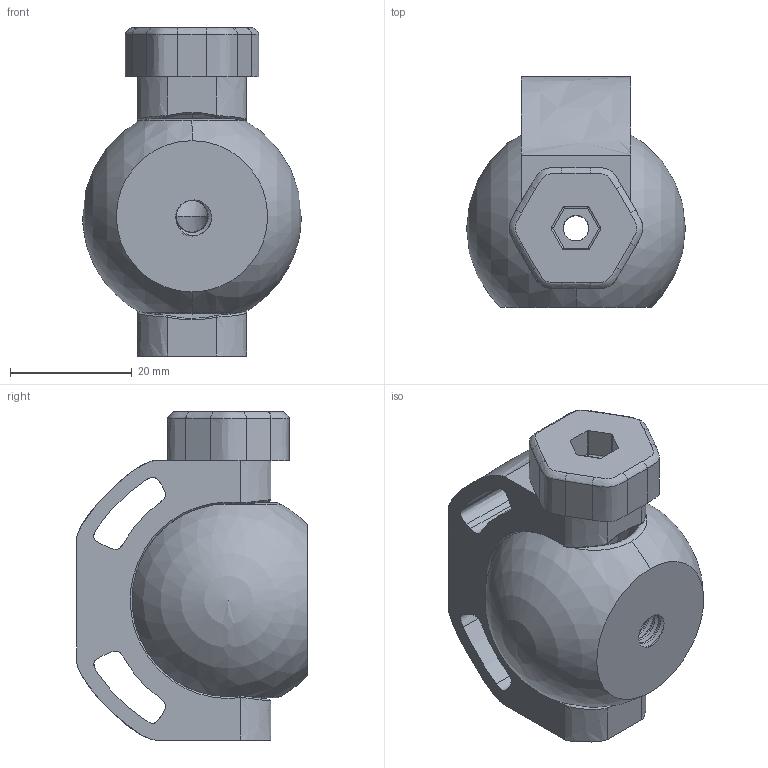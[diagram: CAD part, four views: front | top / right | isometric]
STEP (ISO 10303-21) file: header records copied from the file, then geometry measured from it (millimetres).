
FILE_DESCRIPTION (( 'STEP AP214' ), '1' );
FILE_NAME ('14-20 Ballhead v1-0.STEP', '2015-12-12T17:58:25', ( '' ), ( '' ), 'SwSTEP 2.0', 'SolidWorks 2015', '' );
FILE_SCHEMA (( 'AUTOMOTIVE_DESIGN' ));
Length unit declared in the file: millimetre
Products named in the file (1): 14-20 Ballhead v1-0
Bounding box: 36 x 38 x 54 mm (x, y, z)
Volume: 30242.5 mm3; surface area: 12100.5 mm2
Topology: 3 solids, 3 shells, 168 faces, 453 edges, 282 vertices
Faces by surface type: bspline 67, cylinder 44, plane 42, sphere 11, cone 4
Entity records: 30037 total; most frequent: CARTESIAN_POINT 26628, ORIENTED_EDGE 890, DIRECTION 448, EDGE_CURVE 445, VERTEX_POINT 280, B_SPLINE_CURVE_WITH_KNOTS 191, EDGE_LOOP 181, FACE_OUTER_BOUND 168
